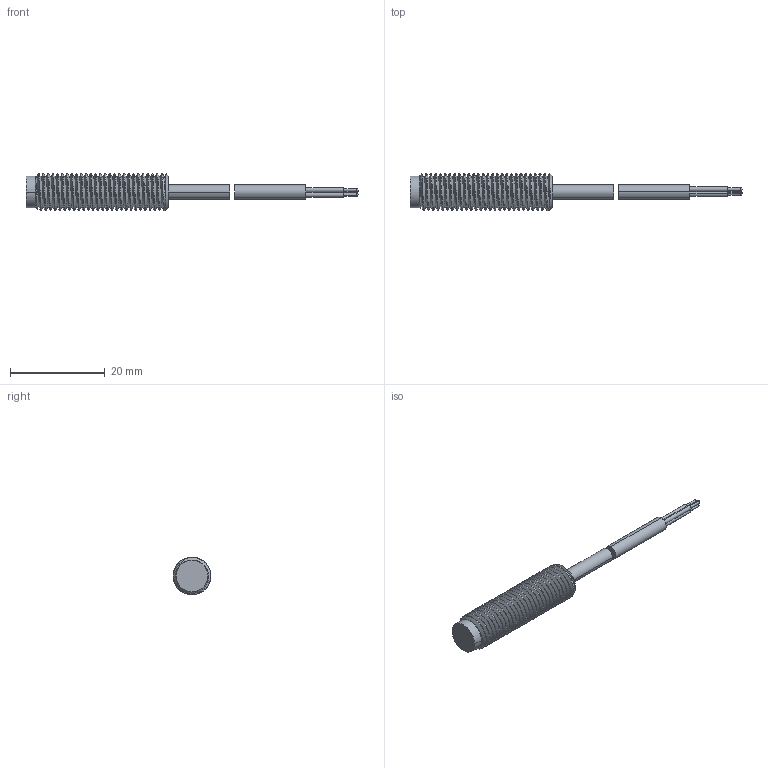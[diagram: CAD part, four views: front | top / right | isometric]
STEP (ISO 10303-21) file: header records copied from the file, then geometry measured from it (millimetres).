
FILE_DESCRIPTION((''),'2;1');
FILE_NAME('OCN1-0802C-A2S03-12-PTFE-100C-S','2017-01-09T',('Administrator'),(''),'PRO/ENGINEER BY PARAMETRIC TECHNOLOGY CORPORATION, 2007170','PRO/ENGINEER BY PARAMETRIC TECHNOLOGY CORPORATION, 2007170','');
FILE_SCHEMA(('CONFIG_CONTROL_DESIGN'));
Length unit declared in the file: millimetre
Products named in the file (1): OCN1-0802C-A2S03-12-PTFE-100C-S
Bounding box: 70 x 7.9 x 7.9 mm (x, y, z)
Volume: 1412.3 mm3; surface area: 1745.1 mm2
Topology: 2 solids, 2 shells, 108 faces, 282 edges, 179 vertices
Faces by surface type: cylinder 71, bspline 18, plane 9, sphere 6, cone 4
Entity records: 7537 total; most frequent: CARTESIAN_POINT 5165, ORIENTED_EDGE 552, DIRECTION 367, EDGE_CURVE 276, VERTEX_POINT 179, AXIS2_PLACEMENT_3D 139, B_SPLINE_CURVE_WITH_KNOTS 138, EDGE_LOOP 115
